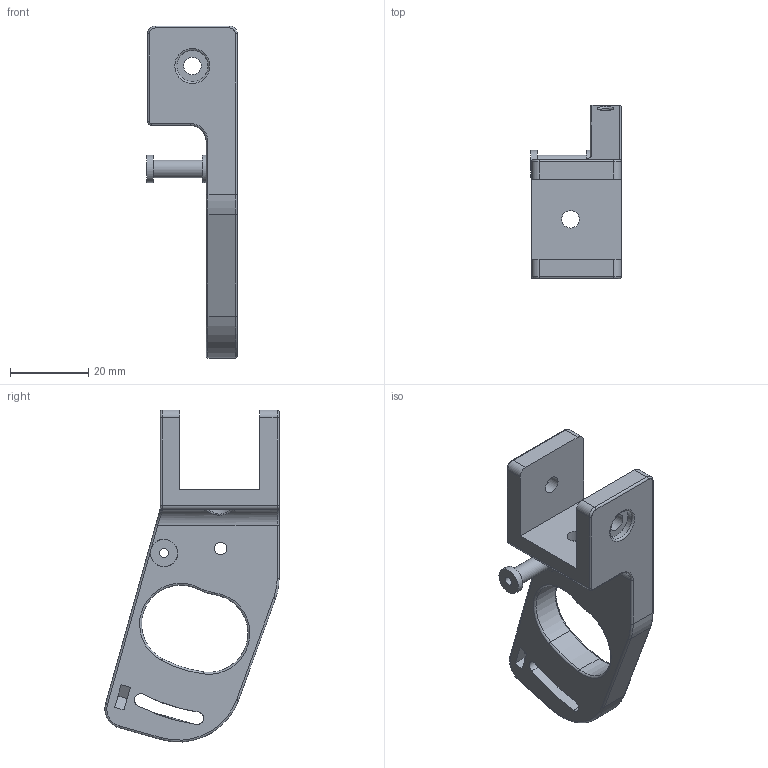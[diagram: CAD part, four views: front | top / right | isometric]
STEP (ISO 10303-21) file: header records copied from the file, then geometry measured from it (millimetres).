
FILE_DESCRIPTION(/* description */ (''),/* implementation_level */ '2;1');
FILE_NAME(/* name */ 'Focuser Mount.step',/* time_stamp */ '2021-06-08T10:17:45-04:00',/* author */ (''),/* organization */ (''),/* preprocessor_version */ 'ST-DEVELOPER v18.1',/* originating_system */ 'Autodesk Translation Framework v10.9.0.1377',/* authorisation */ '');
FILE_SCHEMA (('AUTOMOTIVE_DESIGN { 1 0 10303 214 3 1 1 }'));
Length unit declared in the file: millimetre
Products named in the file (1): Focuser Mount
Bounding box: 23.2 x 44.64 x 85.09 mm (x, y, z)
Volume: 19157 mm3; surface area: 9669.2 mm2
Topology: 2 solids, 2 shells, 119 faces, 288 edges, 178 vertices
Faces by surface type: cylinder 49, plane 36, torus 22, bspline 12
Full cylindrical faces by diameter (mm): 2.25 x1, 2.5 x1, 3.25 x4, 4.5 x4, 7 x2, 8 x3
Entity records: 4942 total; most frequent: CARTESIAN_POINT 2049, DIRECTION 625, ORIENTED_EDGE 576, EDGE_CURVE 288, AXIS2_PLACEMENT_3D 251, VERTEX_POINT 178, EDGE_LOOP 144, CIRCLE 141
